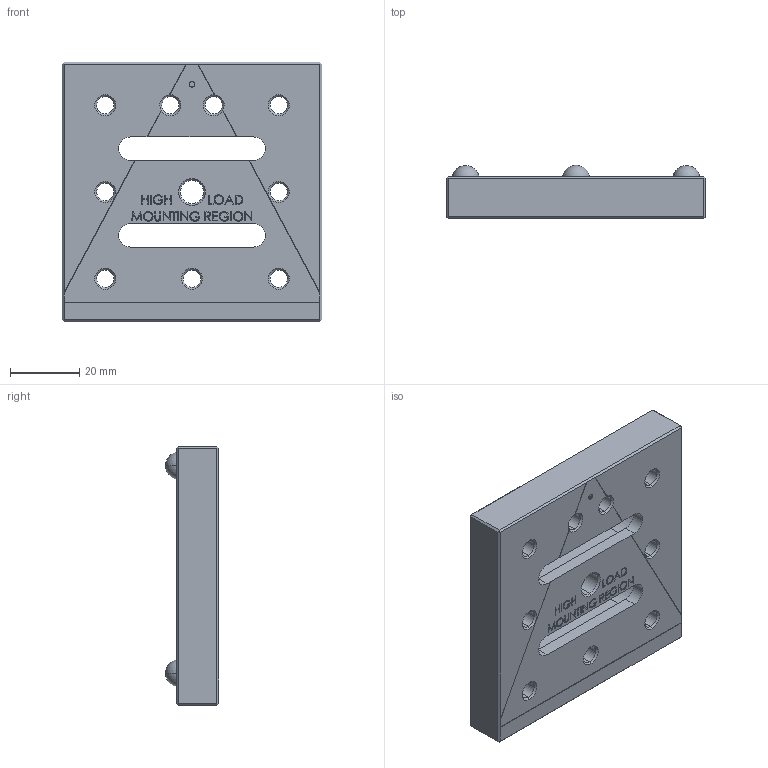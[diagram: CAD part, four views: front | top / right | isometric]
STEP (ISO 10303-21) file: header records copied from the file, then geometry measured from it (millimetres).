
FILE_DESCRIPTION (( 'STEP AP214' ), '1' );
FILE_NAME ('0441-E0W.STEP', '2019-06-17T17:56:32', ( '' ), ( '' ), 'SwSTEP 2.0', 'SolidWorks 2018', '' );
FILE_SCHEMA (( 'AUTOMOTIVE_DESIGN' ));
Length unit declared in the file: millimetre
Products named in the file (1): 0441-E0W
Bounding box: 74.75 x 15.31 x 74.75 mm (x, y, z)
Volume: 52383.3 mm3; surface area: 19488.7 mm2
Topology: 6 solids, 6 shells, 595 faces, 1544 edges, 994 vertices
Faces by surface type: plane 350, bspline 129, cone 50, cylinder 46, sphere 12, torus 8
Entity records: 29686 total; most frequent: CARTESIAN_POINT 9329, ORIENTED_EDGE 3052, DIRECTION 2374, EDGE_CURVE 1526, VECTOR 1076, LINE 1076, VERTEX_POINT 988, EDGE_LOOP 664
